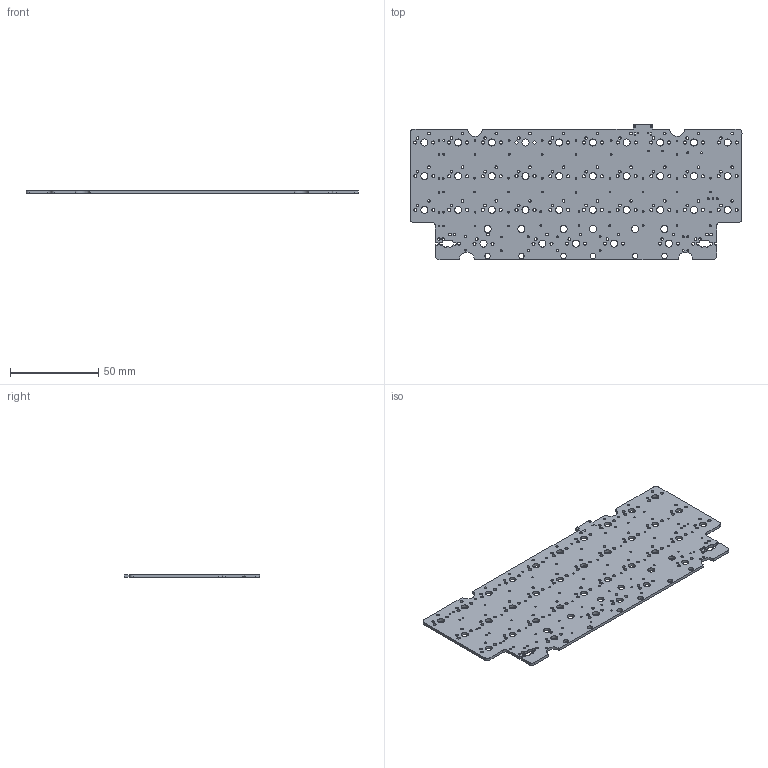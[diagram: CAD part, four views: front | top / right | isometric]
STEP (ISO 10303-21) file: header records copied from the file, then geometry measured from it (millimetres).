
FILE_DESCRIPTION(('KiCad electronic assembly'),'2;1');
FILE_NAME('_33.stp','2020-08-10T13:00:16',('Pcbnew'),('Kicad'), 'Open CASCADE STEP processor 6.9','KiCad to STEP converter','Unknown' );
FILE_SCHEMA(('AUTOMOTIVE_DESIGN { 1 0 10303 214 1 1 1 1 }'));
Length unit declared in the file: millimetre
Products named in the file (2): Open CASCADE STEP translator 6.9 1; COMPOUND
Assembly tree (1 placements, depth 2):
  Open CASCADE STEP translator 6.9 1
    COMPOUND
Bounding box: 187.71 x 76.45 x 1.6 mm (x, y, z)
Volume: 19475 mm3; surface area: 27835.6 mm2
Topology: 1 solids, 1 shells, 341 faces, 1017 edges, 678 vertices
Faces by surface type: cylinder 313, plane 28
Full cylindrical faces by diameter (mm): 0.65 x2, 1 x77, 1.47 x78, 1.75 x72, 3.048 x6, 3.988 x41
Entity records: 28079 total; most frequent: CARTESIAN_POINT 7860, DIRECTION 3705, ORIENTED_EDGE 2034, PCURVE 2034, DEFINITIONAL_REPRESENTATION 2034, LINE 1767, VECTOR 1767, EDGE_CURVE 1017
